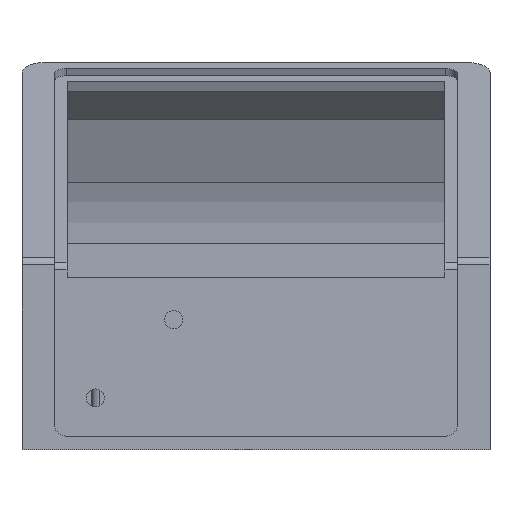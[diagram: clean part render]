
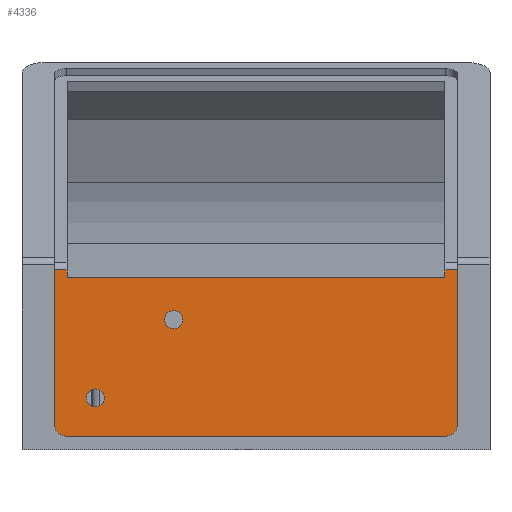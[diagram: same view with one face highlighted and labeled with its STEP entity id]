
A CAD part, front view. The second image highlights one B-rep face of the part: STEP entity #4336.
In plain terms, the highlighted planar face has unit normal (0, -1, 0).
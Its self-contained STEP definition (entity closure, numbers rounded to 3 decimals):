
#77=FACE_BOUND('',#566,.T.);
#78=FACE_BOUND('',#567,.T.);
#129=PLANE('',#4686);
#297=FACE_OUTER_BOUND('',#565,.T.);
#565=EDGE_LOOP('',(#3342,#3343,#3344,#3345,#3346,#3347,#3348,#3349,#3350,
#3351));
#566=EDGE_LOOP('',(#3352));
#567=EDGE_LOOP('',(#3353));
#946=LINE('',#6864,#1400);
#953=LINE('',#6886,#1407);
#965=LINE('',#6915,#1419);
#966=LINE('',#6919,#1420);
#967=LINE('',#6921,#1421);
#968=LINE('',#6923,#1422);
#969=LINE('',#6925,#1423);
#970=LINE('',#6926,#1424);
#1400=VECTOR('',#5419,10.);
#1407=VECTOR('',#5440,10.);
#1419=VECTOR('',#5464,10.);
#1420=VECTOR('',#5469,10.);
#1421=VECTOR('',#5470,10.);
#1422=VECTOR('',#5471,10.);
#1423=VECTOR('',#5472,10.);
#1424=VECTOR('',#5473,10.);
#1772=CIRCLE('',#4683,3.);
#1774=CIRCLE('',#4687,3.);
#1775=CIRCLE('',#4688,2.3);
#1776=CIRCLE('',#4689,2.3);
#2063=VERTEX_POINT('',#6861);
#2064=VERTEX_POINT('',#6863);
#2071=VERTEX_POINT('',#6883);
#2072=VERTEX_POINT('',#6885);
#2080=VERTEX_POINT('',#6905);
#2083=VERTEX_POINT('',#6913);
#2084=VERTEX_POINT('',#6918);
#2085=VERTEX_POINT('',#6920);
#2086=VERTEX_POINT('',#6922);
#2087=VERTEX_POINT('',#6924);
#2088=VERTEX_POINT('',#6927);
#2089=VERTEX_POINT('',#6929);
#2548=EDGE_CURVE('',#2063,#2064,#946,.T.);
#2559=EDGE_CURVE('',#2071,#2072,#953,.T.);
#2569=EDGE_CURVE('',#2063,#2080,#1772,.T.);
#2574=EDGE_CURVE('',#2083,#2080,#965,.T.);
#2575=EDGE_CURVE('',#2083,#2072,#1774,.T.);
#2576=EDGE_CURVE('',#2084,#2071,#966,.T.);
#2577=EDGE_CURVE('',#2084,#2085,#967,.F.);
#2578=EDGE_CURVE('',#2086,#2085,#968,.T.);
#2579=EDGE_CURVE('',#2086,#2087,#969,.F.);
#2580=EDGE_CURVE('',#2064,#2087,#970,.T.);
#2581=EDGE_CURVE('',#2088,#2088,#1775,.F.);
#2582=EDGE_CURVE('',#2089,#2089,#1776,.F.);
#3342=ORIENTED_EDGE('',*,*,#2569,.T.);
#3343=ORIENTED_EDGE('',*,*,#2574,.F.);
#3344=ORIENTED_EDGE('',*,*,#2575,.T.);
#3345=ORIENTED_EDGE('',*,*,#2559,.F.);
#3346=ORIENTED_EDGE('',*,*,#2576,.F.);
#3347=ORIENTED_EDGE('',*,*,#2577,.T.);
#3348=ORIENTED_EDGE('',*,*,#2578,.F.);
#3349=ORIENTED_EDGE('',*,*,#2579,.T.);
#3350=ORIENTED_EDGE('',*,*,#2580,.F.);
#3351=ORIENTED_EDGE('',*,*,#2548,.F.);
#3352=ORIENTED_EDGE('',*,*,#2581,.T.);
#3353=ORIENTED_EDGE('',*,*,#2582,.T.);
#4336=ADVANCED_FACE('',(#297,#77,#78),#129,.F.);
#4683=AXIS2_PLACEMENT_3D('',#6906,#5455,#5456);
#4686=AXIS2_PLACEMENT_3D('',#6916,#5465,#5466);
#4687=AXIS2_PLACEMENT_3D('',#6917,#5467,#5468);
#4688=AXIS2_PLACEMENT_3D('',#6928,#5474,#5475);
#4689=AXIS2_PLACEMENT_3D('',#6930,#5476,#5477);
#5419=DIRECTION('',(0.,0.,1.));
#5440=DIRECTION('',(0.,0.,-1.));
#5455=DIRECTION('center_axis',(0.,-1.,0.));
#5456=DIRECTION('ref_axis',(-0.707,0.,-0.707));
#5464=DIRECTION('',(-1.,0.,0.));
#5465=DIRECTION('center_axis',(0.,1.,0.));
#5466=DIRECTION('ref_axis',(0.,0.,1.));
#5467=DIRECTION('center_axis',(0.,-1.,0.));
#5468=DIRECTION('ref_axis',(0.707,0.,-0.707));
#5469=DIRECTION('',(1.,0.,0.));
#5470=DIRECTION('',(0.,0.,1.));
#5471=DIRECTION('',(1.,0.,0.));
#5472=DIRECTION('',(0.,0.,-1.));
#5473=DIRECTION('',(1.,0.,0.));
#5474=DIRECTION('center_axis',(0.,-1.,0.));
#5475=DIRECTION('ref_axis',(1.,0.,0.));
#5476=DIRECTION('center_axis',(0.,-1.,0.));
#5477=DIRECTION('ref_axis',(1.,0.,0.));
#6861=CARTESIAN_POINT('',(8.25,0.,5.05));
#6863=CARTESIAN_POINT('',(8.25,0.,44.519));
#6864=CARTESIAN_POINT('',(8.25,0.,35.961));
#6883=CARTESIAN_POINT('',(111.25,0.,44.519));
#6885=CARTESIAN_POINT('',(111.25,0.,5.05));
#6886=CARTESIAN_POINT('',(111.25,0.,59.798));
#6905=CARTESIAN_POINT('',(11.25,0.,2.05));
#6906=CARTESIAN_POINT('Origin',(11.25,0.,
5.05));
#6913=CARTESIAN_POINT('',(108.25,0.,2.05));
#6915=CARTESIAN_POINT('',(110.5,0.,2.05));
#6916=CARTESIAN_POINT('Origin',(59.25,0.,23.922));
#6917=CARTESIAN_POINT('Origin',(108.25,0.,5.05));
#6918=CARTESIAN_POINT('',(108.,0.,44.519));
#6919=CARTESIAN_POINT('',(38.412,0.,44.519));
#6920=CARTESIAN_POINT('',(108.,0.,42.519));
#6921=CARTESIAN_POINT('',(108.,0.,57.356));
#6922=CARTESIAN_POINT('',(11.5,0.,42.519));
#6923=CARTESIAN_POINT('',(59.25,0.,42.519));
#6924=CARTESIAN_POINT('',(11.5,0.,44.519));
#6925=CARTESIAN_POINT('',(11.5,0.,39.778));
#6926=CARTESIAN_POINT('',(38.412,0.,44.519));
#6927=CARTESIAN_POINT('',(16.45,0.,11.8));
#6928=CARTESIAN_POINT('Origin',(18.75,0.,11.8));
#6929=CARTESIAN_POINT('',(36.45,0.,31.8));
#6930=CARTESIAN_POINT('Origin',(38.75,0.,31.8));
